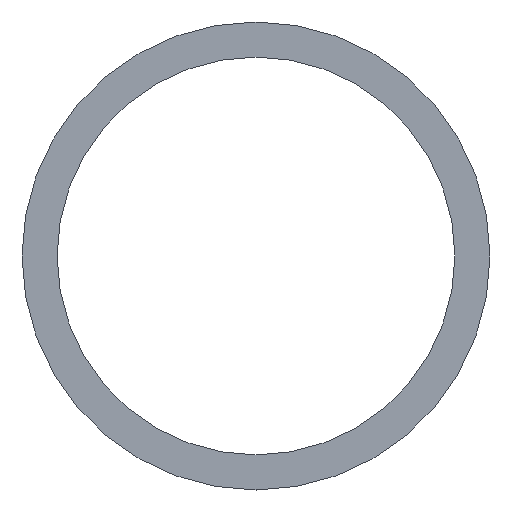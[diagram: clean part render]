
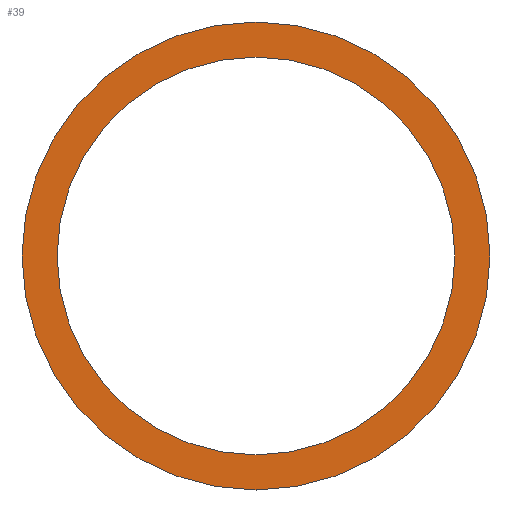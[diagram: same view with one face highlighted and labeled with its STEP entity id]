
A CAD part, front view. The second image highlights one B-rep face of the part: STEP entity #39.
In plain terms, the highlighted planar face has unit normal (0, -1, 0).
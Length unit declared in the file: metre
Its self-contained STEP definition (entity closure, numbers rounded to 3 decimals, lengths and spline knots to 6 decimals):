
#39=ADVANCED_FACE('0:39',(#73,#74),#75,.F.);
#73=FACE_OUTER_BOUND('',#101,.T.);
#74=FACE_BOUND('',#102,.T.);
#75=PLANE('',#103);
#101=EDGE_LOOP('',(#147,#148,#149));
#102=EDGE_LOOP('',(#150,#151,#152));
#103=AXIS2_PLACEMENT_3D('',#153,#154,#155);
#147=ORIENTED_EDGE('',*,*,#179,.F.);
#148=ORIENTED_EDGE('',*,*,#178,.F.);
#149=ORIENTED_EDGE('',*,*,#181,.F.);
#150=ORIENTED_EDGE('',*,*,#185,.T.);
#151=ORIENTED_EDGE('',*,*,#169,.T.);
#152=ORIENTED_EDGE('',*,*,#186,.T.);
#153=CARTESIAN_POINT('',(-2.2449,-0.17,0.34148));
#154=DIRECTION('',(0.,1.0,0.));
#155=DIRECTION('',(1.0,0.0,0.));
#169=EDGE_CURVE('',#194,#191,#195,.T.);
#178=EDGE_CURVE('',#209,#211,#212,.T.);
#179=EDGE_CURVE('0:48',#211,#203,#213,.T.);
#181=EDGE_CURVE('',#203,#209,#215,.T.);
#185=EDGE_CURVE('0:54',#219,#194,#220,.T.);
#186=EDGE_CURVE('',#191,#219,#221,.T.);
#191=VERTEX_POINT('',#226);
#194=VERTEX_POINT('',#230);
#195=CIRCLE('',#231,0.0085);
#203=VERTEX_POINT('',#240);
#209=VERTEX_POINT('',#247);
#211=VERTEX_POINT('',#250);
#212=CIRCLE('',#251,0.01);
#213=CIRCLE('',#252,0.01);
#215=CIRCLE('',#254,0.01);
#219=VERTEX_POINT('',#258);
#220=CIRCLE('',#259,0.0085);
#221=CIRCLE('',#260,0.0085);
#226=CARTESIAN_POINT('',(-2.2449,-0.17,0.33298));
#230=CARTESIAN_POINT('',(-2.2449,-0.17,0.34998));
#231=AXIS2_PLACEMENT_3D('',#265,#266,#267);
#240=CARTESIAN_POINT('',(-2.2449,-0.17,0.35148));
#247=CARTESIAN_POINT('',(-2.2449,-0.17,0.33148));
#250=CARTESIAN_POINT('',(-2.2549,-0.17,0.34148));
#251=AXIS2_PLACEMENT_3D('',#283,#284,#285);
#252=AXIS2_PLACEMENT_3D('',#286,#287,#288);
#254=AXIS2_PLACEMENT_3D('',#289,#290,#291);
#258=CARTESIAN_POINT('',(-2.2534,-0.17,0.34148));
#259=AXIS2_PLACEMENT_3D('',#298,#299,#300);
#260=AXIS2_PLACEMENT_3D('',#301,#302,#303);
#265=CARTESIAN_POINT('',(-2.2449,-0.17,0.34148));
#266=DIRECTION('',(0.,1.0,0.));
#267=DIRECTION('',(1.0,0.,0.));
#283=CARTESIAN_POINT('',(-2.2449,-0.17,0.34148));
#284=DIRECTION('',(0.,1.0,0.));
#285=DIRECTION('',(-1.0,0.,0.));
#286=CARTESIAN_POINT('',(-2.2449,-0.17,0.34148));
#287=DIRECTION('',(0.,1.0,0.));
#288=DIRECTION('',(-1.0,0.,0.));
#289=CARTESIAN_POINT('',(-2.2449,-0.17,0.34148));
#290=DIRECTION('',(0.,1.0,0.));
#291=DIRECTION('',(-1.0,0.,0.));
#298=CARTESIAN_POINT('',(-2.2449,-0.17,0.34148));
#299=DIRECTION('',(0.,1.0,0.));
#300=DIRECTION('',(1.0,0.,0.));
#301=CARTESIAN_POINT('',(-2.2449,-0.17,0.34148));
#302=DIRECTION('',(0.,1.0,0.));
#303=DIRECTION('',(1.0,0.,0.));
